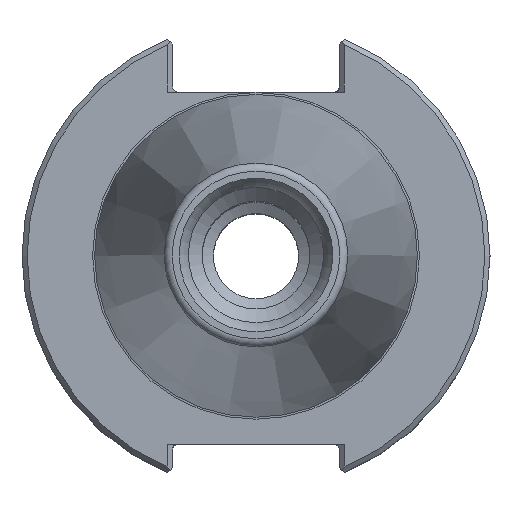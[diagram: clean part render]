
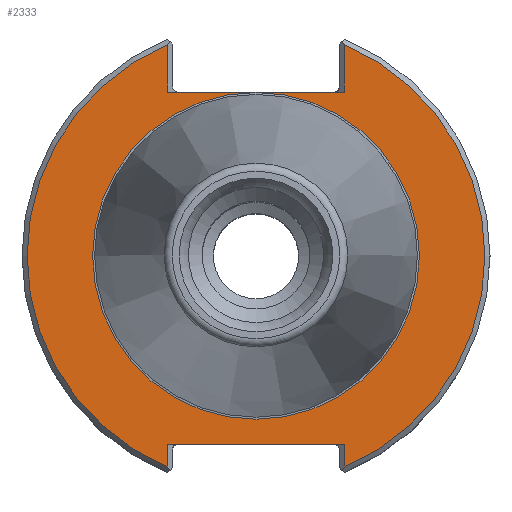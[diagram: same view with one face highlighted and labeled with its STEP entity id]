
A CAD part, top view. The second image highlights one B-rep face of the part: STEP entity #2333.
In plain terms, the highlighted planar face has unit normal (0, 0, 1).
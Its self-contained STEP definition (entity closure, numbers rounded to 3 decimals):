
#153=LINE('',#3575,#228);
#155=LINE('',#3579,#230);
#157=LINE('',#3588,#232);
#177=LINE('',#3686,#252);
#178=LINE('',#3688,#253);
#179=LINE('',#3690,#254);
#228=VECTOR('',#2790,1000.);
#230=VECTOR('',#2794,1000.);
#232=VECTOR('',#2798,1000.);
#252=VECTOR('',#2854,1000.);
#253=VECTOR('',#2855,1000.);
#254=VECTOR('',#2856,1000.);
#328=PLANE('',#2491);
#702=ORIENTED_EDGE('',*,*,#958,.T.);
#703=ORIENTED_EDGE('',*,*,#954,.T.);
#704=ORIENTED_EDGE('',*,*,#951,.F.);
#705=ORIENTED_EDGE('',*,*,#949,.T.);
#706=ORIENTED_EDGE('',*,*,#976,.T.);
#707=ORIENTED_EDGE('',*,*,#988,.T.);
#708=ORIENTED_EDGE('',*,*,#989,.F.);
#709=ORIENTED_EDGE('',*,*,#990,.T.);
#710=ORIENTED_EDGE('',*,*,#947,.F.);
#947=EDGE_CURVE('',#1136,#1136,#1229,.T.);
#949=EDGE_CURVE('',#1138,#1137,#153,.T.);
#951=EDGE_CURVE('',#1138,#1139,#155,.T.);
#954=EDGE_CURVE('',#1140,#1139,#157,.T.);
#958=EDGE_CURVE('',#1143,#1140,#1230,.T.);
#976=EDGE_CURVE('',#1137,#1154,#1231,.T.);
#988=EDGE_CURVE('',#1154,#1161,#177,.T.);
#989=EDGE_CURVE('',#1162,#1161,#178,.T.);
#990=EDGE_CURVE('',#1162,#1143,#179,.T.);
#1136=VERTEX_POINT('',#3568);
#1137=VERTEX_POINT('',#3574);
#1138=VERTEX_POINT('',#3576);
#1139=VERTEX_POINT('',#3580);
#1140=VERTEX_POINT('',#3587);
#1143=VERTEX_POINT('',#3600);
#1154=VERTEX_POINT('',#3649);
#1161=VERTEX_POINT('',#3687);
#1162=VERTEX_POINT('',#3689);
#1229=CIRCLE('',#2470,16.068);
#1230=CIRCLE('',#2476,22.515);
#1231=CIRCLE('',#2483,22.515);
#1347=EDGE_LOOP('',(#702,#703,#704,#705,#706,#707,#708,#709));
#1348=EDGE_LOOP('',(#710));
#1487=FACE_BOUND('',#1347,.T.);
#1488=FACE_BOUND('',#1348,.T.);
#2333=ADVANCED_FACE('',(#1487,#1488),#328,.T.);
#2470=AXIS2_PLACEMENT_3D('',#3567,#2786,#2787);
#2476=AXIS2_PLACEMENT_3D('',#3599,#2805,#2806);
#2483=AXIS2_PLACEMENT_3D('',#3650,#2831,#2832);
#2491=AXIS2_PLACEMENT_3D('',#3685,#2852,#2853);
#2786=DIRECTION('',(0.,0.,1.));
#2787=DIRECTION('',(1.,0.,0.));
#2790=DIRECTION('',(0.,-1.,0.));
#2794=DIRECTION('',(-1.,0.,0.));
#2798=DIRECTION('',(0.,1.,0.));
#2805=DIRECTION('',(0.,0.,1.));
#2806=DIRECTION('',(1.,0.,0.));
#2831=DIRECTION('',(0.,0.,1.));
#2832=DIRECTION('',(1.,0.,0.));
#2852=DIRECTION('',(0.,0.,1.));
#2853=DIRECTION('',(1.,0.,0.));
#2854=DIRECTION('',(0.,-1.,0.));
#2855=DIRECTION('',(1.,0.,0.));
#2856=DIRECTION('',(0.,1.,0.));
#3567=CARTESIAN_POINT('',(0.,0.,-3.17));
#3568=CARTESIAN_POINT('',(16.068,0.,-3.17));
#3574=CARTESIAN_POINT('',(8.69,-20.77,-3.17));
#3575=CARTESIAN_POINT('',(8.69,-21.653,-3.17));
#3576=CARTESIAN_POINT('',(8.69,-18.52,-3.17));
#3579=CARTESIAN_POINT('',(8.19,-18.52,-3.17));
#3580=CARTESIAN_POINT('',(-8.69,-18.52,-3.17));
#3587=CARTESIAN_POINT('',(-8.69,-20.77,-3.17));
#3588=CARTESIAN_POINT('',(-8.69,-18.52,-3.17));
#3599=CARTESIAN_POINT('',(0.,0.,-3.17));
#3600=CARTESIAN_POINT('',(-8.69,20.77,-3.17));
#3649=CARTESIAN_POINT('',(8.69,20.77,-3.17));
#3650=CARTESIAN_POINT('',(0.,0.,-3.17));
#3685=CARTESIAN_POINT('',(16.068,0.,-3.17));
#3686=CARTESIAN_POINT('',(8.69,16.11,-3.17));
#3687=CARTESIAN_POINT('',(8.69,16.11,-3.17));
#3688=CARTESIAN_POINT('',(-8.19,16.11,-3.17));
#3689=CARTESIAN_POINT('',(-8.69,16.11,-3.17));
#3690=CARTESIAN_POINT('',(-8.69,21.653,-3.17));
